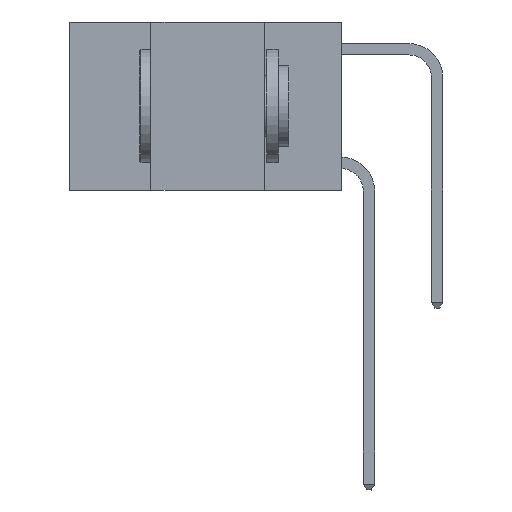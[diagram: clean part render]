
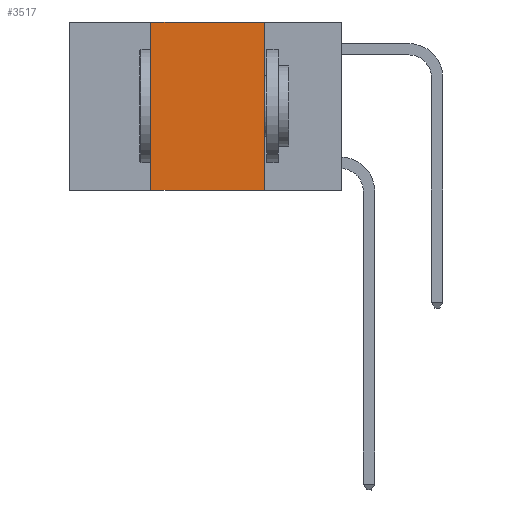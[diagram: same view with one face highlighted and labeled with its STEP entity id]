
A CAD part, left-side view. The second image highlights one B-rep face of the part: STEP entity #3517.
In plain terms, the highlighted planar face has unit normal (-1, 0, 0).
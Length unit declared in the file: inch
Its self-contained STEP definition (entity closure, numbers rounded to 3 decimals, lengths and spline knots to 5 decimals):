
#15 = DIRECTION ( 'NONE',  ( 0., -1., 0. ) ) ;
#637 = CARTESIAN_POINT ( 'NONE',  ( 0., 0.42, -0.37 ) ) ;
#3082 = VECTOR ( 'NONE', #15, 39.37008 ) ;
#3517 = ADVANCED_FACE ( 'NONE', ( #11364 ), #24728, .F. ) ;
#3552 = EDGE_CURVE ( 'NONE', #14280, #27754, #29903, .T. ) ;
#4851 = LINE ( 'NONE', #7367, #30043 ) ;
#5185 = CARTESIAN_POINT ( 'NONE',  ( 0., 0.6, 0. ) ) ;
#6363 = CARTESIAN_POINT ( 'NONE',  ( 0., 0.17, -0.37 ) ) ;
#6908 = ORIENTED_EDGE ( 'NONE', *, *, #3552, .T. ) ;
#7367 = CARTESIAN_POINT ( 'NONE',  ( 0., 0.17, 0. ) ) ;
#8176 = DIRECTION ( 'NONE',  ( 0., -1., 0. ) ) ;
#10719 = LINE ( 'NONE', #5185, #23490 ) ;
#11364 = FACE_OUTER_BOUND ( 'NONE', #20529, .T. ) ;
#12106 = VERTEX_POINT ( 'NONE', #28266 ) ;
#12245 = ORIENTED_EDGE ( 'NONE', *, *, #29244, .F. ) ;
#12601 = CARTESIAN_POINT ( 'NONE',  ( 0., 0.42, 0. ) ) ;
#13420 = AXIS2_PLACEMENT_3D ( 'NONE', #21941, #27417, #19182 ) ;
#14081 = LINE ( 'NONE', #34012, #28545 ) ;
#14280 = VERTEX_POINT ( 'NONE', #637 ) ;
#15205 = DIRECTION ( 'NONE',  ( 0., 0., -1. ) ) ;
#19182 = DIRECTION ( 'NONE',  ( 0., 0., -1. ) ) ;
#20405 = ORIENTED_EDGE ( 'NONE', *, *, #25305, .F. ) ;
#20529 = EDGE_LOOP ( 'NONE', ( #20405, #12245, #22102, #6908 ) ) ;
#21941 = CARTESIAN_POINT ( 'NONE',  ( 0., 0.6, 0. ) ) ;
#22102 = ORIENTED_EDGE ( 'NONE', *, *, #28585, .F. ) ;
#23490 = VECTOR ( 'NONE', #8176, 39.37008 ) ;
#24728 = PLANE ( 'NONE',  #13420 ) ;
#25305 = EDGE_CURVE ( 'NONE', #12106, #27754, #4851, .T. ) ;
#25375 = DIRECTION ( 'NONE',  ( 0., 0., 1. ) ) ;
#27417 = DIRECTION ( 'NONE',  ( 1., 0., 0. ) ) ;
#27754 = VERTEX_POINT ( 'NONE', #6363 ) ;
#28266 = CARTESIAN_POINT ( 'NONE',  ( 0., 0.17, 0. ) ) ;
#28545 = VECTOR ( 'NONE', #25375, 39.37008 ) ;
#28585 = EDGE_CURVE ( 'NONE', #14280, #29793, #14081, .T. ) ;
#29244 = EDGE_CURVE ( 'NONE', #29793, #12106, #10719, .T. ) ;
#29793 = VERTEX_POINT ( 'NONE', #12601 ) ;
#29903 = LINE ( 'NONE', #33266, #3082 ) ;
#30043 = VECTOR ( 'NONE', #15205, 39.37008 ) ;
#33266 = CARTESIAN_POINT ( 'NONE',  ( 0., 0.6, -0.37 ) ) ;
#34012 = CARTESIAN_POINT ( 'NONE',  ( 0., 0.42, 0. ) ) ;
